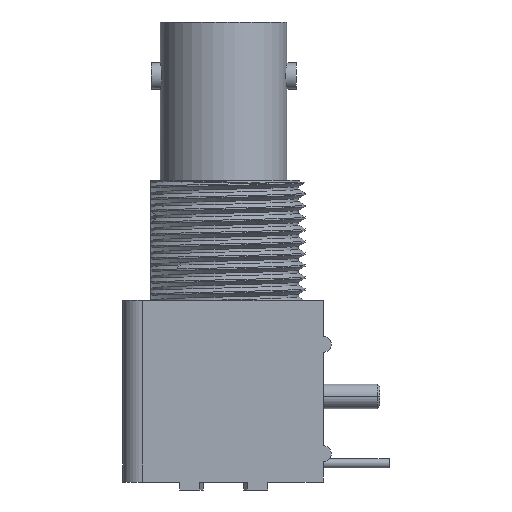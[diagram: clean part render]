
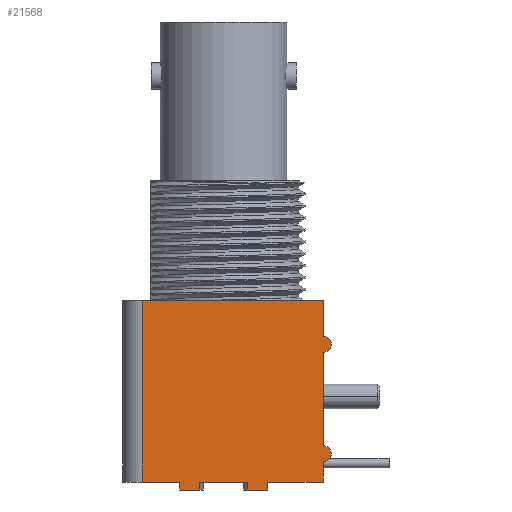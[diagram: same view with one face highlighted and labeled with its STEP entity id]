
A CAD part, left-side view. The second image highlights one B-rep face of the part: STEP entity #21568.
In plain terms, the highlighted planar face has unit normal (-1, 0, 0).
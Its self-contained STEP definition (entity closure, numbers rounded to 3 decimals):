
#5899=DIRECTION('',(0.,-1.,0.));
#5900=VECTOR('',#5899,13.7);
#5901=CARTESIAN_POINT('',(-7.35,6.15,-21.1));
#5902=LINE('',#5901,#5900);
#5915=DIRECTION('',(0.,-1.,0.));
#5916=VECTOR('',#5915,3.6);
#5917=CARTESIAN_POINT('',(-7.35,1.8,-34.9));
#5918=LINE('',#5917,#5916);
#5932=DIRECTION('',(0.,-1.,0.));
#5933=VECTOR('',#5932,4.227);
#5934=CARTESIAN_POINT('',(-7.35,-3.323,-34.9));
#5935=LINE('',#5934,#5933);
#5992=DIRECTION('',(0.,-1.,0.));
#5993=VECTOR('',#5992,2.827);
#5994=CARTESIAN_POINT('',(-7.35,6.15,-34.9));
#5995=LINE('',#5994,#5993);
#6043=DIRECTION('',(0.,0.,-1.));
#6044=VECTOR('',#6043,0.6);
#6045=CARTESIAN_POINT('',(-7.35,3.323,-34.9));
#6046=LINE('',#6045,#6044);
#6047=DIRECTION('',(0.,0.,-1.));
#6048=VECTOR('',#6047,0.6);
#6049=CARTESIAN_POINT('',(-7.35,-3.323,-34.9));
#6050=LINE('',#6049,#6048);
#6051=DIRECTION('',(0.,0.,-1.));
#6052=VECTOR('',#6051,0.6);
#6053=CARTESIAN_POINT('',(-7.35,1.8,-34.9));
#6054=LINE('',#6053,#6052);
#6055=DIRECTION('',(0.,0.,1.));
#6056=VECTOR('',#6055,13.8);
#6057=CARTESIAN_POINT('',(-7.35,6.15,-34.9));
#6058=LINE('',#6057,#6056);
#6059=CARTESIAN_POINT('',(-7.35,-7.55,-24.45));
#6060=DIRECTION('',(1.,0.,0.));
#6061=DIRECTION('',(0.,0.,1.));
#6062=AXIS2_PLACEMENT_3D('',#6059,#6060,#6061);
#6064=CARTESIAN_POINT('',(-7.35,-7.55,-32.75));
#6065=DIRECTION('',(1.,0.,0.));
#6066=DIRECTION('',(0.,0.,1.));
#6067=AXIS2_PLACEMENT_3D('',#6064,#6065,#6066);
#6077=DIRECTION('',(0.,0.,-1.));
#6078=VECTOR('',#6077,0.6);
#6079=CARTESIAN_POINT('',(-7.35,-1.8,-34.9));
#6080=LINE('',#6079,#6078);
#6085=DIRECTION('',(0.,1.,0.));
#6086=VECTOR('',#6085,1.523);
#6087=CARTESIAN_POINT('',(-7.35,1.8,-35.5));
#6088=LINE('',#6087,#6086);
#6107=DIRECTION('',(0.,1.,0.));
#6108=VECTOR('',#6107,1.523);
#6109=CARTESIAN_POINT('',(-7.35,-3.323,-35.5));
#6110=LINE('',#6109,#6108);
#6211=DIRECTION('',(0.,0.,1.));
#6212=VECTOR('',#6211,1.55);
#6213=CARTESIAN_POINT('',(-7.35,-7.55,-34.9));
#6214=LINE('',#6213,#6212);
#6227=DIRECTION('',(0.,0.,1.));
#6228=VECTOR('',#6227,7.1);
#6229=CARTESIAN_POINT('',(-7.35,-7.55,-32.15));
#6230=LINE('',#6229,#6228);
#6243=DIRECTION('',(0.,0.,1.));
#6244=VECTOR('',#6243,2.75);
#6245=CARTESIAN_POINT('',(-7.35,-7.55,-23.85));
#6246=LINE('',#6245,#6244);
#7148=CARTESIAN_POINT('',(-7.35,6.15,-34.9));
#7150=VERTEX_POINT('',#7148);
#7151=CARTESIAN_POINT('',(-7.35,-7.55,-34.9));
#7153=VERTEX_POINT('',#7151);
#7160=CARTESIAN_POINT('',(-7.35,6.15,-21.1));
#7162=VERTEX_POINT('',#7160);
#7163=CARTESIAN_POINT('',(-7.35,-7.55,-21.1));
#7164=VERTEX_POINT('',#7163);
#7316=CARTESIAN_POINT('',(-7.35,-7.55,-33.35));
#7317=VERTEX_POINT('',#7316);
#7318=CARTESIAN_POINT('',(-7.35,-7.55,-32.15));
#7319=CARTESIAN_POINT('',(-7.35,-7.55,-25.05));
#7320=VERTEX_POINT('',#7318);
#7321=VERTEX_POINT('',#7319);
#7322=CARTESIAN_POINT('',(-7.35,-7.55,-23.85));
#7323=VERTEX_POINT('',#7322);
#7348=CARTESIAN_POINT('',(-7.35,1.8,-35.5));
#7349=CARTESIAN_POINT('',(-7.35,3.323,-35.5));
#7350=VERTEX_POINT('',#7348);
#7351=VERTEX_POINT('',#7349);
#7356=CARTESIAN_POINT('',(-7.35,-1.8,-35.5));
#7358=VERTEX_POINT('',#7356);
#7360=CARTESIAN_POINT('',(-7.35,-3.323,-35.5));
#7361=VERTEX_POINT('',#7360);
#7381=CARTESIAN_POINT('',(-7.35,1.8,-34.9));
#7383=VERTEX_POINT('',#7381);
#7386=CARTESIAN_POINT('',(-7.35,3.323,-34.9));
#7387=VERTEX_POINT('',#7386);
#7388=CARTESIAN_POINT('',(-7.35,-1.8,-34.9));
#7390=VERTEX_POINT('',#7388);
#7393=CARTESIAN_POINT('',(-7.35,-3.323,-34.9));
#7395=VERTEX_POINT('',#7393);
#21536=CARTESIAN_POINT('',(-7.35,6.15,-34.9));
#21537=DIRECTION('',(-1.,0.,0.));
#21538=DIRECTION('',(0.,-1.,0.));
#21539=AXIS2_PLACEMENT_3D('',#21536,#21537,#21538);
#21540=PLANE('',#21539);
#21541=ORIENTED_EDGE('',*,*,#21439,.F.);
#21543=ORIENTED_EDGE('',*,*,#21542,.T.);
#21545=ORIENTED_EDGE('',*,*,#21544,.T.);
#21547=ORIENTED_EDGE('',*,*,#21546,.F.);
#21548=ORIENTED_EDGE('',*,*,#21431,.F.);
#21549=ORIENTED_EDGE('',*,*,#21503,.T.);
#21551=ORIENTED_EDGE('',*,*,#21550,.T.);
#21552=ORIENTED_EDGE('',*,*,#21528,.F.);
#21553=ORIENTED_EDGE('',*,*,#21466,.F.);
#21554=ORIENTED_EDGE('',*,*,#21419,.T.);
#21555=ORIENTED_EDGE('',*,*,#21397,.T.);
#21557=ORIENTED_EDGE('',*,*,#21556,.F.);
#21559=ORIENTED_EDGE('',*,*,#21558,.T.);
#21561=ORIENTED_EDGE('',*,*,#21560,.F.);
#21563=ORIENTED_EDGE('',*,*,#21562,.T.);
#21565=ORIENTED_EDGE('',*,*,#21564,.F.);
#21566=EDGE_LOOP('',(#21541,#21543,#21545,#21547,#21548,#21549,#21551,#21552,
#21553,#21554,#21555,#21557,#21559,#21561,#21563,#21565));
#21567=FACE_OUTER_BOUND('',#21566,.F.);
#6063=CIRCLE('',#6062,0.6);
#6068=CIRCLE('',#6067,0.6);
#21397=EDGE_CURVE('',#7162,#7164,#5902,.T.);
#21419=EDGE_CURVE('',#7150,#7162,#6058,.T.);
#21431=EDGE_CURVE('',#7383,#7390,#5918,.T.);
#21439=EDGE_CURVE('',#7395,#7153,#5935,.T.);
#21466=EDGE_CURVE('',#7150,#7387,#5995,.T.);
#21503=EDGE_CURVE('',#7383,#7350,#6054,.T.);
#21528=EDGE_CURVE('',#7387,#7351,#6046,.T.);
#21542=EDGE_CURVE('',#7395,#7361,#6050,.T.);
#21544=EDGE_CURVE('',#7361,#7358,#6110,.T.);
#21546=EDGE_CURVE('',#7390,#7358,#6080,.T.);
#21550=EDGE_CURVE('',#7350,#7351,#6088,.T.);
#21556=EDGE_CURVE('',#7323,#7164,#6246,.T.);
#21558=EDGE_CURVE('',#7323,#7321,#6063,.T.);
#21560=EDGE_CURVE('',#7320,#7321,#6230,.T.);
#21562=EDGE_CURVE('',#7320,#7317,#6068,.T.);
#21564=EDGE_CURVE('',#7153,#7317,#6214,.T.);
#21568=ADVANCED_FACE('',(#21567),#21540,.T.);
